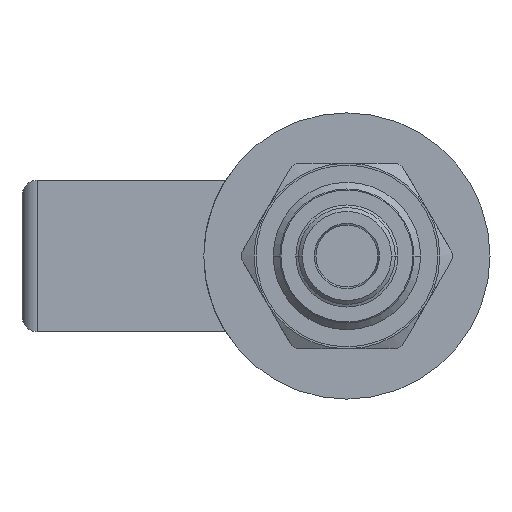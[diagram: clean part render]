
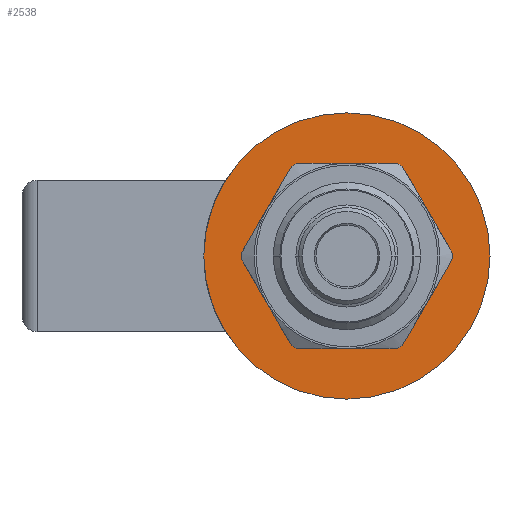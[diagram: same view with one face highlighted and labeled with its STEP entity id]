
A CAD part, left-side view. The second image highlights one B-rep face of the part: STEP entity #2538.
In plain terms, the highlighted planar face has unit normal (-1, 0, 0).
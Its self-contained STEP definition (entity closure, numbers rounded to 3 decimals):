
#764=CARTESIAN_POINT('',(10.,-10.392,-6.));
#805=CARTESIAN_POINT('',(10.,0.,0.));
#806=DIRECTION('',(1.,0.,0.));
#807=DIRECTION('',(0.,1.,0.));
#808=AXIS2_PLACEMENT_3D('',#805,#806,#807);
#810=CARTESIAN_POINT('',(10.,0.,0.));
#811=DIRECTION('',(1.,0.,0.));
#812=DIRECTION('',(0.,-1.,0.));
#813=AXIS2_PLACEMENT_3D('',#810,#811,#812);
#815=CARTESIAN_POINT('',(10.,0.,0.));
#816=DIRECTION('',(-1.,0.,0.));
#817=DIRECTION('',(0.,0.866,0.5));
#818=AXIS2_PLACEMENT_3D('',#815,#816,#817);
#820=CARTESIAN_POINT('',(10.,0.,0.));
#821=DIRECTION('',(-1.,0.,0.));
#822=DIRECTION('',(0.,1.,0.));
#823=AXIS2_PLACEMENT_3D('',#820,#821,#822);
#825=CARTESIAN_POINT('',(10.,0.,0.));
#826=DIRECTION('',(-1.,0.,0.));
#827=DIRECTION('',(0.,0.866,-0.5));
#828=AXIS2_PLACEMENT_3D('',#825,#826,#827);
#830=CARTESIAN_POINT('',(10.,0.,0.));
#831=DIRECTION('',(-1.,0.,0.));
#832=DIRECTION('',(0.,0.,-1.));
#833=AXIS2_PLACEMENT_3D('',#830,#831,#832);
#835=CARTESIAN_POINT('',(10.,0.,0.));
#836=DIRECTION('',(-1.,0.,0.));
#837=DIRECTION('',(0.,-0.866,-0.5));
#838=AXIS2_PLACEMENT_3D('',#835,#836,#837);
#840=CARTESIAN_POINT('',(10.,0.,0.));
#841=DIRECTION('',(-1.,0.,0.));
#842=DIRECTION('',(0.,-1.,0.));
#843=AXIS2_PLACEMENT_3D('',#840,#841,#842);
#845=CARTESIAN_POINT('',(10.,0.,0.));
#846=DIRECTION('',(-1.,0.,0.));
#847=DIRECTION('',(0.,-0.866,0.5));
#848=AXIS2_PLACEMENT_3D('',#845,#846,#847);
#850=CARTESIAN_POINT('',(10.,0.,0.));
#851=DIRECTION('',(-1.,0.,0.));
#852=DIRECTION('',(0.,0.,1.));
#853=AXIS2_PLACEMENT_3D('',#850,#851,#852);
#1144=CARTESIAN_POINT('',(10.,10.392,6.));
#1146=CARTESIAN_POINT('',(10.,0.,12.));
#1477=VERTEX_POINT('',#1146);
#1480=CARTESIAN_POINT('',(10.,-10.392,6.));
#1481=VERTEX_POINT('',#1480);
#1484=VERTEX_POINT('',#1144);
#1486=VERTEX_POINT('',#764);
#1487=CARTESIAN_POINT('',(10.,0.,-12.));
#1488=VERTEX_POINT('',#1487);
#1491=CARTESIAN_POINT('',(10.,10.392,-6.));
#1492=VERTEX_POINT('',#1491);
#1494=CARTESIAN_POINT('',(10.,12.,0.));
#1495=VERTEX_POINT('',#1494);
#1501=CARTESIAN_POINT('',(10.,18.5,0.));
#1502=CARTESIAN_POINT('',(10.,-18.5,0.));
#1503=VERTEX_POINT('',#1501);
#1504=VERTEX_POINT('',#1502);
#1505=CARTESIAN_POINT('',(10.,-12.,0.));
#1506=VERTEX_POINT('',#1505);
#2513=CARTESIAN_POINT('',(10.,0.,0.));
#2514=DIRECTION('',(1.,0.,0.));
#2515=DIRECTION('',(0.,-1.,0.));
#2516=AXIS2_PLACEMENT_3D('',#2513,#2514,#2515);
#2517=PLANE('',#2516);
#2519=ORIENTED_EDGE('',*,*,#2518,.T.);
#2521=ORIENTED_EDGE('',*,*,#2520,.T.);
#2522=EDGE_LOOP('',(#2519,#2521));
#2523=FACE_OUTER_BOUND('',#2522,.F.);
#2525=ORIENTED_EDGE('',*,*,#2524,.T.);
#2527=ORIENTED_EDGE('',*,*,#2526,.T.);
#2528=ORIENTED_EDGE('',*,*,#2433,.T.);
#2529=ORIENTED_EDGE('',*,*,#2467,.T.);
#2530=ORIENTED_EDGE('',*,*,#2501,.T.);
#2531=ORIENTED_EDGE('',*,*,#2499,.T.);
#2533=ORIENTED_EDGE('',*,*,#2532,.T.);
#2535=ORIENTED_EDGE('',*,*,#2534,.T.);
#2536=EDGE_LOOP('',(#2525,#2527,#2528,#2529,#2530,#2531,#2533,#2535));
#2537=FACE_BOUND('',#2536,.F.);
#809=CIRCLE('',#808,18.5);
#814=CIRCLE('',#813,18.5);
#819=CIRCLE('',#818,12.);
#824=CIRCLE('',#823,12.);
#829=CIRCLE('',#828,12.);
#834=CIRCLE('',#833,12.);
#839=CIRCLE('',#838,12.);
#844=CIRCLE('',#843,12.);
#849=CIRCLE('',#848,12.);
#854=CIRCLE('',#853,12.);
#2433=EDGE_CURVE('',#1492,#1488,#829,.T.);
#2467=EDGE_CURVE('',#1488,#1486,#834,.T.);
#2499=EDGE_CURVE('',#1506,#1481,#844,.T.);
#2501=EDGE_CURVE('',#1486,#1506,#839,.T.);
#2518=EDGE_CURVE('',#1503,#1504,#809,.T.);
#2520=EDGE_CURVE('',#1504,#1503,#814,.T.);
#2524=EDGE_CURVE('',#1484,#1495,#819,.T.);
#2526=EDGE_CURVE('',#1495,#1492,#824,.T.);
#2532=EDGE_CURVE('',#1481,#1477,#849,.T.);
#2534=EDGE_CURVE('',#1477,#1484,#854,.T.);
#2538=ADVANCED_FACE('',(#2523,#2537),#2517,.F.);
